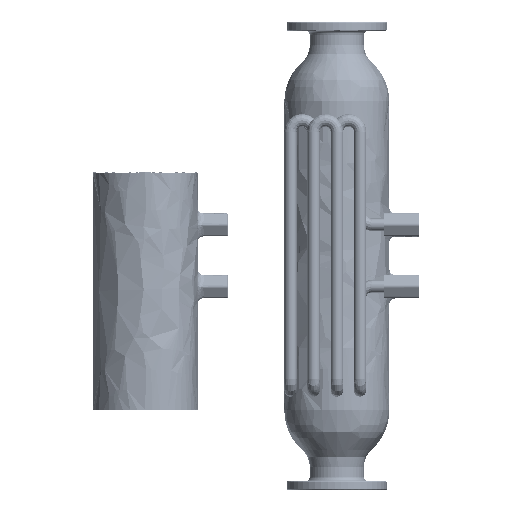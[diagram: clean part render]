
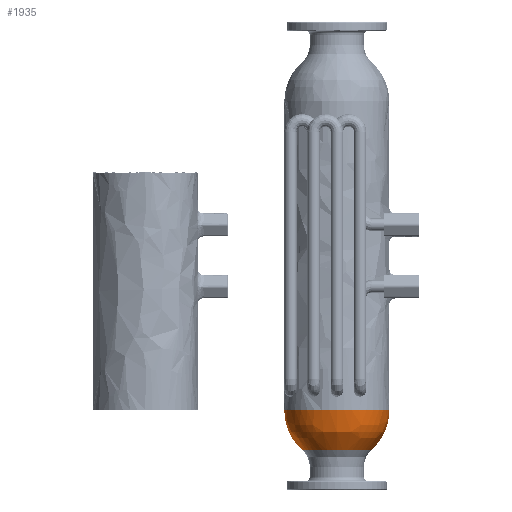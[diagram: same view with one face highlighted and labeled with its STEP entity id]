
A CAD part, top view. The second image highlights one B-rep face of the part: STEP entity #1935.
In plain terms, the highlighted free-form (B-spline) face has degree [2, 2] with [5, 3] control points.
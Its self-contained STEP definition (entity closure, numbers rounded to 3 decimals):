
#1059 = VERTEX_POINT('',#1060);
#1060 = CARTESIAN_POINT('',(54.501,-160.298,0.));
#1066 = VERTEX_POINT('',#1067);
#1067 = CARTESIAN_POINT('',(-54.501,-160.298,0.));
#1528 = EDGE_CURVE('',#1066,#1059,#1529,.T.);
#1529 = ( BOUNDED_CURVE() B_SPLINE_CURVE(2,(#1530,#1531,#1532,#1533,
#1534),.UNSPECIFIED.,.F.,.F.) B_SPLINE_CURVE_WITH_KNOTS((3,2,3),(0.,
1.571,3.142),.PIECEWISE_BEZIER_KNOTS.) CURVE() 
GEOMETRIC_REPRESENTATION_ITEM() RATIONAL_B_SPLINE_CURVE((1.,
0.707,1.,0.707,1.)) REPRESENTATION_ITEM('') );
#1530 = CARTESIAN_POINT('',(-54.501,-160.298,0.));
#1531 = CARTESIAN_POINT('',(-54.501,-160.298,
    54.501));
#1532 = CARTESIAN_POINT('',(0.,-160.298,
    54.501));
#1533 = CARTESIAN_POINT('',(54.501,-160.298,
    54.501));
#1534 = CARTESIAN_POINT('',(54.501,-160.298,
    0.));
#1935 = ADVANCED_FACE('',(#1936),#1963,.T.);
#1936 = FACE_BOUND('',#1937,.T.);
#1937 = EDGE_LOOP('',(#1938,#1946,#1947,#1955));
#1938 = ORIENTED_EDGE('',*,*,#1939,.F.);
#1939 = EDGE_CURVE('',#1059,#1940,#1942,.T.);
#1940 = VERTEX_POINT('',#1941);
#1941 = CARTESIAN_POINT('',(36.149,-201.085,
    0.));
#1942 = ( BOUNDED_CURVE() B_SPLINE_CURVE(2,(#1943,#1944,#1945),
.UNSPECIFIED.,.F.,.F.) B_SPLINE_CURVE_WITH_KNOTS((3,3),(0.,
0.846),.PIECEWISE_BEZIER_KNOTS.) CURVE() 
GEOMETRIC_REPRESENTATION_ITEM() RATIONAL_B_SPLINE_CURVE((1.,
0.912,1.)) REPRESENTATION_ITEM('') );
#1943 = CARTESIAN_POINT('',(54.501,-160.298,0.));
#1944 = CARTESIAN_POINT('',(54.501,-184.82,0.));
#1945 = CARTESIAN_POINT('',(36.149,-201.085,0.));
#1946 = ORIENTED_EDGE('',*,*,#1528,.F.);
#1947 = ORIENTED_EDGE('',*,*,#1948,.T.);
#1948 = EDGE_CURVE('',#1066,#1949,#1951,.T.);
#1949 = VERTEX_POINT('',#1950);
#1950 = CARTESIAN_POINT('',(-36.149,-201.085,0.));
#1951 = ( BOUNDED_CURVE() B_SPLINE_CURVE(2,(#1952,#1953,#1954),
.UNSPECIFIED.,.F.,.F.) B_SPLINE_CURVE_WITH_KNOTS((3,3),(0.,
0.846),.PIECEWISE_BEZIER_KNOTS.) CURVE() 
GEOMETRIC_REPRESENTATION_ITEM() RATIONAL_B_SPLINE_CURVE((1.,
0.912,1.)) REPRESENTATION_ITEM('') );
#1952 = CARTESIAN_POINT('',(-54.501,-160.298,0.));
#1953 = CARTESIAN_POINT('',(-54.501,-184.82,0.));
#1954 = CARTESIAN_POINT('',(-36.149,-201.085,0.));
#1955 = ORIENTED_EDGE('',*,*,#1956,.T.);
#1956 = EDGE_CURVE('',#1949,#1940,#1957,.T.);
#1957 = ( BOUNDED_CURVE() B_SPLINE_CURVE(2,(#1958,#1959,#1960,#1961,
#1962),.UNSPECIFIED.,.F.,.F.) B_SPLINE_CURVE_WITH_KNOTS((3,2,3),(0.,
1.571,3.142),.PIECEWISE_BEZIER_KNOTS.) CURVE() 
GEOMETRIC_REPRESENTATION_ITEM() RATIONAL_B_SPLINE_CURVE((1.,
0.707,1.,0.707,1.)) REPRESENTATION_ITEM('') );
#1958 = CARTESIAN_POINT('',(-36.149,-201.085,0.));
#1959 = CARTESIAN_POINT('',(-36.149,-201.085,
    36.149));
#1960 = CARTESIAN_POINT('',(0.,-201.085,
    36.149));
#1961 = CARTESIAN_POINT('',(36.149,-201.085,
    36.149));
#1962 = CARTESIAN_POINT('',(36.149,-201.085,
    0.));
#1963 = ( BOUNDED_SURFACE() B_SPLINE_SURFACE(2,2,(
    (#1964,#1965,#1966)
    ,(#1967,#1968,#1969)
    ,(#1970,#1971,#1972)
    ,(#1973,#1974,#1975)
    ,(#1976,#1977,#1978
)),.UNSPECIFIED.,.F.,.F.,.F.) B_SPLINE_SURFACE_WITH_KNOTS((3,2,3),(3,3),
  (3.142,4.712,6.283),(-0.846,
    0.),.PIECEWISE_BEZIER_KNOTS.) 
GEOMETRIC_REPRESENTATION_ITEM() RATIONAL_B_SPLINE_SURFACE((
    (1.,0.912,1.)
    ,(0.707,0.645,0.707)
    ,(1.,0.912,1.)
    ,(0.707,0.645,0.707)
,(1.,0.912,1.))) REPRESENTATION_ITEM('') SURFACE() );
#1964 = CARTESIAN_POINT('',(-36.149,-201.085,
    0.));
#1965 = CARTESIAN_POINT('',(-54.501,-184.82,
    0.));
#1966 = CARTESIAN_POINT('',(-54.501,-160.298,
    0.));
#1967 = CARTESIAN_POINT('',(-36.149,-201.085,
    36.149));
#1968 = CARTESIAN_POINT('',(-54.501,-184.82,
    54.501));
#1969 = CARTESIAN_POINT('',(-54.501,-160.298,
    54.501));
#1970 = CARTESIAN_POINT('',(0.,-201.085,
    36.149));
#1971 = CARTESIAN_POINT('',(0.,-184.82,
    54.501));
#1972 = CARTESIAN_POINT('',(0.,-160.298,
    54.501));
#1973 = CARTESIAN_POINT('',(36.149,-201.085,
    36.149));
#1974 = CARTESIAN_POINT('',(54.501,-184.82,
    54.501));
#1975 = CARTESIAN_POINT('',(54.501,-160.298,
    54.501));
#1976 = CARTESIAN_POINT('',(36.149,-201.085,
    0.));
#1977 = CARTESIAN_POINT('',(54.501,-184.82,
    0.));
#1978 = CARTESIAN_POINT('',(54.501,-160.298,
    0.));
